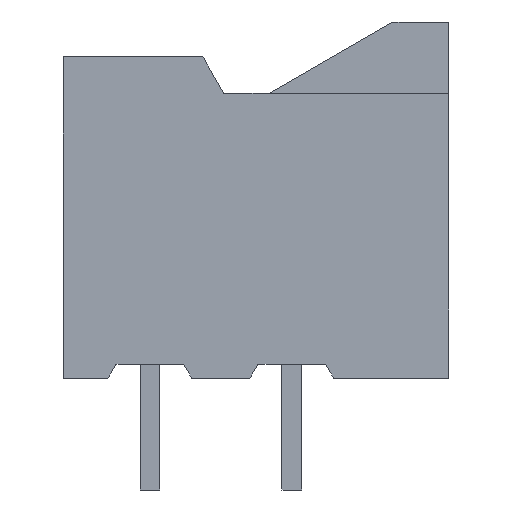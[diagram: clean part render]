
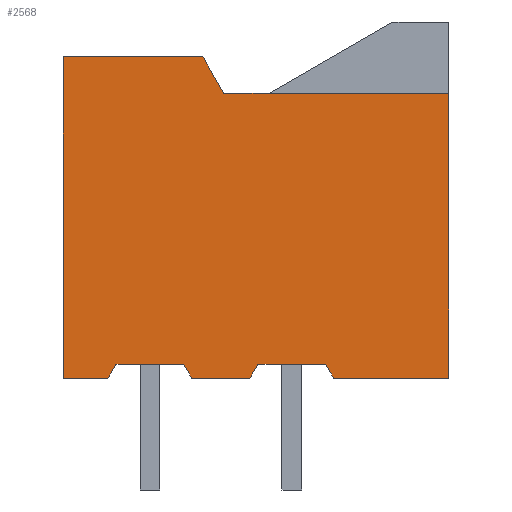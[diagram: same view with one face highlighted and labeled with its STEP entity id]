
A CAD part, left-side view. The second image highlights one B-rep face of the part: STEP entity #2568.
In plain terms, the highlighted planar face has unit normal (-1, 0, 0).
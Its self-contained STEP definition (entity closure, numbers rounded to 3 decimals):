
#105=PLANE('',#2773);
#262=FACE_OUTER_BOUND('',#429,.T.);
#429=EDGE_LOOP('',(#2095,#2096,#2097,#2098,#2099,#2100,#2101,#2102,#2103,
#2104,#2105,#2106,#2107,#2108));
#612=LINE('',#3784,#941);
#640=LINE('',#3839,#969);
#643=LINE('',#3844,#972);
#645=LINE('',#3848,#974);
#647=LINE('',#3852,#976);
#649=LINE('',#3856,#978);
#651=LINE('',#3860,#980);
#653=LINE('',#3864,#982);
#655=LINE('',#3868,#984);
#656=LINE('',#3870,#985);
#658=LINE('',#3874,#987);
#660=LINE('',#3878,#989);
#662=LINE('',#3882,#991);
#663=LINE('',#3884,#992);
#941=VECTOR('',#3074,10.);
#969=VECTOR('',#3128,10.);
#972=VECTOR('',#3133,10.);
#974=VECTOR('',#3137,10.);
#976=VECTOR('',#3141,10.);
#978=VECTOR('',#3145,10.);
#980=VECTOR('',#3149,10.);
#982=VECTOR('',#3153,10.);
#984=VECTOR('',#3157,10.);
#985=VECTOR('',#3160,10.);
#987=VECTOR('',#3164,10.);
#989=VECTOR('',#3168,10.);
#991=VECTOR('',#3172,10.);
#992=VECTOR('',#3175,10.);
#1287=VERTEX_POINT('',#3781);
#1288=VERTEX_POINT('',#3783);
#1301=VERTEX_POINT('',#3836);
#1302=VERTEX_POINT('',#3838);
#1303=VERTEX_POINT('',#3842);
#1304=VERTEX_POINT('',#3846);
#1305=VERTEX_POINT('',#3850);
#1306=VERTEX_POINT('',#3854);
#1307=VERTEX_POINT('',#3858);
#1308=VERTEX_POINT('',#3862);
#1309=VERTEX_POINT('',#3866);
#1310=VERTEX_POINT('',#3872);
#1311=VERTEX_POINT('',#3876);
#1312=VERTEX_POINT('',#3880);
#1548=EDGE_CURVE('',#1288,#1287,#612,.T.);
#1576=EDGE_CURVE('',#1302,#1301,#640,.T.);
#1579=EDGE_CURVE('',#1301,#1303,#643,.T.);
#1581=EDGE_CURVE('',#1303,#1304,#645,.T.);
#1583=EDGE_CURVE('',#1304,#1305,#647,.T.);
#1585=EDGE_CURVE('',#1305,#1306,#649,.T.);
#1587=EDGE_CURVE('',#1306,#1307,#651,.T.);
#1589=EDGE_CURVE('',#1307,#1308,#653,.T.);
#1591=EDGE_CURVE('',#1308,#1309,#655,.T.);
#1592=EDGE_CURVE('',#1309,#1288,#656,.T.);
#1594=EDGE_CURVE('',#1287,#1310,#658,.T.);
#1596=EDGE_CURVE('',#1310,#1311,#660,.T.);
#1598=EDGE_CURVE('',#1311,#1312,#662,.T.);
#1599=EDGE_CURVE('',#1312,#1302,#663,.T.);
#2095=ORIENTED_EDGE('',*,*,#1589,.T.);
#2096=ORIENTED_EDGE('',*,*,#1591,.T.);
#2097=ORIENTED_EDGE('',*,*,#1592,.T.);
#2098=ORIENTED_EDGE('',*,*,#1548,.T.);
#2099=ORIENTED_EDGE('',*,*,#1594,.T.);
#2100=ORIENTED_EDGE('',*,*,#1596,.T.);
#2101=ORIENTED_EDGE('',*,*,#1598,.T.);
#2102=ORIENTED_EDGE('',*,*,#1599,.T.);
#2103=ORIENTED_EDGE('',*,*,#1576,.T.);
#2104=ORIENTED_EDGE('',*,*,#1579,.T.);
#2105=ORIENTED_EDGE('',*,*,#1581,.T.);
#2106=ORIENTED_EDGE('',*,*,#1583,.T.);
#2107=ORIENTED_EDGE('',*,*,#1585,.T.);
#2108=ORIENTED_EDGE('',*,*,#1587,.T.);
#2568=ADVANCED_FACE('',(#262),#105,.F.);
#2773=AXIS2_PLACEMENT_3D('',#3885,#3176,#3177);
#3074=DIRECTION('',(0.,0.,1.));
#3128=DIRECTION('',(0.,-1.,0.));
#3133=DIRECTION('',(0.,-0.5,0.866));
#3137=DIRECTION('',(0.,-1.,0.));
#3141=DIRECTION('',(0.,-0.5,-0.866));
#3145=DIRECTION('',(0.,-1.,0.));
#3149=DIRECTION('',(0.,-0.5,0.866));
#3153=DIRECTION('',(0.,-1.,0.));
#3157=DIRECTION('',(0.,-0.5,-0.866));
#3160=DIRECTION('',(0.,-1.,0.));
#3164=DIRECTION('',(0.,1.,0.));
#3168=DIRECTION('',(0.,0.5,0.866));
#3172=DIRECTION('',(0.,1.,0.));
#3175=DIRECTION('',(0.,0.,-1.));
#3176=DIRECTION('center_axis',(1.,0.,0.));
#3177=DIRECTION('ref_axis',(0.,0.,-1.));
#3781=CARTESIAN_POINT('',(0.,0.,10.2));
#3783=CARTESIAN_POINT('',(0.,0.,0.));
#3784=CARTESIAN_POINT('',(0.,0.,0.));
#3836=CARTESIAN_POINT('',(0.,12.2,0.));
#3838=CARTESIAN_POINT('',(0.,13.8,0.));
#3839=CARTESIAN_POINT('',(0.,13.8,0.));
#3842=CARTESIAN_POINT('',(0.,11.911,0.5));
#3844=CARTESIAN_POINT('',(0.,12.2,0.));
#3846=CARTESIAN_POINT('',(0.,9.489,0.5));
#3848=CARTESIAN_POINT('',(0.,11.911,0.5));
#3850=CARTESIAN_POINT('',(0.,9.2,0.));
#3852=CARTESIAN_POINT('',(0.,9.489,0.5));
#3854=CARTESIAN_POINT('',(0.,7.12,0.));
#3856=CARTESIAN_POINT('',(0.,13.8,0.));
#3858=CARTESIAN_POINT('',(0.,6.831,0.5));
#3860=CARTESIAN_POINT('',(0.,7.12,0.));
#3862=CARTESIAN_POINT('',(0.,4.409,0.5));
#3864=CARTESIAN_POINT('',(0.,6.831,0.5));
#3866=CARTESIAN_POINT('',(0.,4.12,0.));
#3868=CARTESIAN_POINT('',(0.,4.409,0.5));
#3870=CARTESIAN_POINT('',(0.,13.8,0.));
#3872=CARTESIAN_POINT('',(0.,8.049,10.2));
#3874=CARTESIAN_POINT('',(0.,0.,10.2));
#3876=CARTESIAN_POINT('',(0.,8.8,11.5));
#3878=CARTESIAN_POINT('',(0.,8.049,10.2));
#3880=CARTESIAN_POINT('',(0.,13.8,11.5));
#3882=CARTESIAN_POINT('',(0.,8.8,11.5));
#3884=CARTESIAN_POINT('',(0.,13.8,11.5));
#3885=CARTESIAN_POINT('Origin',(0.,6.9,5.75));
